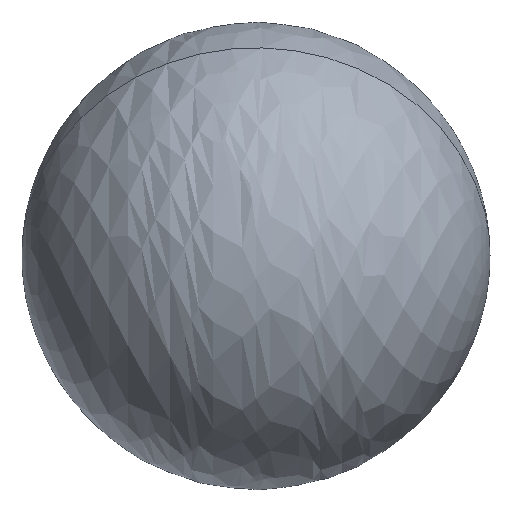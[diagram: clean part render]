
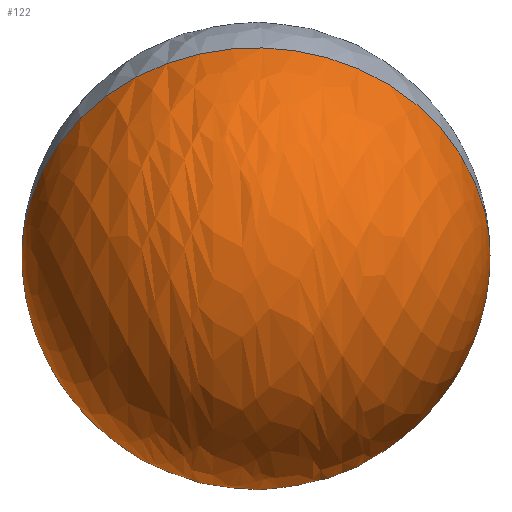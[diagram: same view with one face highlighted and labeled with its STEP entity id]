
A CAD part, front view. The second image highlights one B-rep face of the part: STEP entity #122.
In plain terms, the highlighted free-form (B-spline) face has degree [2, 2] with [5, 5] control points.
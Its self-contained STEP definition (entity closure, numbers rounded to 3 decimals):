
#21 = EDGE_CURVE('',#22,#24,#26,.T.);
#22 = VERTEX_POINT('',#23);
#23 = CARTESIAN_POINT('',(485.273,351.245,
    391.816));
#24 = VERTEX_POINT('',#25);
#25 = CARTESIAN_POINT('',(487.127,351.245,
    391.816));
#26 = SURFACE_CURVE('',#27,(#33,#66),.PCURVE_S1.);
#27 = ( BOUNDED_CURVE() B_SPLINE_CURVE(2,(#28,#29,#30,#31,#32),
.UNSPECIFIED.,.F.,.F.) B_SPLINE_CURVE_WITH_KNOTS((3,2,3),(
-1.571,0.,1.571),.PIECEWISE_BEZIER_KNOTS.) CURVE() 
GEOMETRIC_REPRESENTATION_ITEM() RATIONAL_B_SPLINE_CURVE((1.,
0.707,1.,0.707,1.)) REPRESENTATION_ITEM('') );
#28 = CARTESIAN_POINT('',(485.273,351.245,
    391.816));
#29 = CARTESIAN_POINT('',(485.273,350.822,
    392.64));
#30 = CARTESIAN_POINT('',(486.2,350.822,
    392.64));
#31 = CARTESIAN_POINT('',(487.127,350.822,
    392.64));
#32 = CARTESIAN_POINT('',(487.127,351.245,
    391.816));
#33 = PCURVE('',#34,#60);
#34 = ( BOUNDED_SURFACE() B_SPLINE_SURFACE(2,2,(
    (#35,#36,#37,#38,#39)
    ,(#40,#41,#42,#43,#44)
    ,(#45,#46,#47,#48,#49)
    ,(#50,#51,#52,#53,#54)
    ,(#55,#56,#57,#58,#59
)),.UNSPECIFIED.,.F.,.F.,.F.) B_SPLINE_SURFACE_WITH_KNOTS((3,2,3),(3,2,3
    ),(0.,1.571,3.142),(-1.571,0.,
1.571),.UNSPECIFIED.) GEOMETRIC_REPRESENTATION_ITEM() 
RATIONAL_B_SPLINE_SURFACE((
    (1.,0.707,1.,0.707,1.)
    ,(0.707,0.5,0.707,0.5,0.707)
    ,(1.,0.707,1.,0.707,1.)
    ,(0.707,0.5,0.707,0.5,0.707)
,(1.,0.707,1.,0.707,1.
))) REPRESENTATION_ITEM('') SURFACE() );
#35 = CARTESIAN_POINT('',(485.273,351.245,
    391.816));
#36 = CARTESIAN_POINT('',(485.273,351.669,
    390.991));
#37 = CARTESIAN_POINT('',(486.2,351.669,
    390.991));
#38 = CARTESIAN_POINT('',(487.127,351.669,
    390.991));
#39 = CARTESIAN_POINT('',(487.127,351.245,
    391.816));
#40 = CARTESIAN_POINT('',(485.273,351.245,
    391.816));
#41 = CARTESIAN_POINT('',(485.273,352.494,391.414
    ));
#42 = CARTESIAN_POINT('',(486.2,352.494,391.414
    ));
#43 = CARTESIAN_POINT('',(487.127,352.494,391.414
    ));
#44 = CARTESIAN_POINT('',(487.127,351.245,
    391.816));
#45 = CARTESIAN_POINT('',(485.273,351.245,
    391.816));
#46 = CARTESIAN_POINT('',(485.273,352.07,
    392.239));
#47 = CARTESIAN_POINT('',(486.2,352.07,
    392.239));
#48 = CARTESIAN_POINT('',(487.127,352.07,
    392.239));
#49 = CARTESIAN_POINT('',(487.127,351.245,
    391.816));
#50 = CARTESIAN_POINT('',(485.273,351.245,
    391.816));
#51 = CARTESIAN_POINT('',(485.273,351.647,393.064
    ));
#52 = CARTESIAN_POINT('',(486.2,351.647,393.064
    ));
#53 = CARTESIAN_POINT('',(487.127,351.647,393.064
    ));
#54 = CARTESIAN_POINT('',(487.127,351.245,
    391.816));
#55 = CARTESIAN_POINT('',(485.273,351.245,
    391.816));
#56 = CARTESIAN_POINT('',(485.273,350.822,
    392.64));
#57 = CARTESIAN_POINT('',(486.2,350.822,
    392.64));
#58 = CARTESIAN_POINT('',(487.127,350.822,
    392.64));
#59 = CARTESIAN_POINT('',(487.127,351.245,
    391.816));
#60 = DEFINITIONAL_REPRESENTATION('',(#61),#65);
#61 = LINE('',#62,#63);
#62 = CARTESIAN_POINT('',(3.142,0.));
#63 = VECTOR('',#64,1.);
#64 = DIRECTION('',(0.,1.));
#65 = ( GEOMETRIC_REPRESENTATION_CONTEXT(2) 
PARAMETRIC_REPRESENTATION_CONTEXT() REPRESENTATION_CONTEXT('2D SPACE',''
  ) );
#66 = PCURVE('',#67,#93);
#67 = ( BOUNDED_SURFACE() B_SPLINE_SURFACE(2,2,(
    (#68,#69,#70,#71,#72)
    ,(#73,#74,#75,#76,#77)
    ,(#78,#79,#80,#81,#82)
    ,(#83,#84,#85,#86,#87)
    ,(#88,#89,#90,#91,#92
)),.UNSPECIFIED.,.F.,.F.,.F.) B_SPLINE_SURFACE_WITH_KNOTS((3,2,3),(3,2,3
    ),(3.142,4.712,6.283),(-1.571,0.,
    1.571),.PIECEWISE_BEZIER_KNOTS.) 
GEOMETRIC_REPRESENTATION_ITEM() RATIONAL_B_SPLINE_SURFACE((
    (1.,0.707,1.,0.707,1.)
    ,(0.707,0.5,0.707,0.5,0.707)
    ,(1.,0.707,1.,0.707,1.)
    ,(0.707,0.5,0.707,0.5,0.707)
,(1.,0.707,1.,0.707,1.
))) REPRESENTATION_ITEM('') SURFACE() );
#68 = CARTESIAN_POINT('',(485.273,351.245,
    391.816));
#69 = CARTESIAN_POINT('',(485.273,350.822,
    392.64));
#70 = CARTESIAN_POINT('',(486.2,350.822,
    392.64));
#71 = CARTESIAN_POINT('',(487.127,350.822,
    392.64));
#72 = CARTESIAN_POINT('',(487.127,351.245,
    391.816));
#73 = CARTESIAN_POINT('',(485.273,351.245,
    391.816));
#74 = CARTESIAN_POINT('',(485.273,349.997,
    392.217));
#75 = CARTESIAN_POINT('',(486.2,349.997,
    392.217));
#76 = CARTESIAN_POINT('',(487.127,349.997,
    392.217));
#77 = CARTESIAN_POINT('',(487.127,351.245,
    391.816));
#78 = CARTESIAN_POINT('',(485.273,351.245,
    391.816));
#79 = CARTESIAN_POINT('',(485.273,350.421,
    391.392));
#80 = CARTESIAN_POINT('',(486.2,350.421,
    391.392));
#81 = CARTESIAN_POINT('',(487.127,350.421,
    391.392));
#82 = CARTESIAN_POINT('',(487.127,351.245,
    391.816));
#83 = CARTESIAN_POINT('',(485.273,351.245,
    391.816));
#84 = CARTESIAN_POINT('',(485.273,350.844,
    390.567));
#85 = CARTESIAN_POINT('',(486.2,350.844,
    390.567));
#86 = CARTESIAN_POINT('',(487.127,350.844,
    390.567));
#87 = CARTESIAN_POINT('',(487.127,351.245,
    391.816));
#88 = CARTESIAN_POINT('',(485.273,351.245,
    391.816));
#89 = CARTESIAN_POINT('',(485.273,351.669,
    390.991));
#90 = CARTESIAN_POINT('',(486.2,351.669,
    390.991));
#91 = CARTESIAN_POINT('',(487.127,351.669,
    390.991));
#92 = CARTESIAN_POINT('',(487.127,351.245,
    391.816));
#93 = DEFINITIONAL_REPRESENTATION('',(#94),#98);
#94 = LINE('',#95,#96);
#95 = CARTESIAN_POINT('',(3.142,0.));
#96 = VECTOR('',#97,1.);
#97 = DIRECTION('',(0.,1.));
#98 = ( GEOMETRIC_REPRESENTATION_CONTEXT(2) 
PARAMETRIC_REPRESENTATION_CONTEXT() REPRESENTATION_CONTEXT('2D SPACE',''
  ) );
#100 = EDGE_CURVE('',#22,#24,#101,.T.);
#101 = SURFACE_CURVE('',#102,(#108,#115),.PCURVE_S1.);
#102 = ( BOUNDED_CURVE() B_SPLINE_CURVE(2,(#103,#104,#105,#106,#107),
.UNSPECIFIED.,.F.,.F.) B_SPLINE_CURVE_WITH_KNOTS((3,2,3),(
-1.571,0.,1.571),.PIECEWISE_BEZIER_KNOTS.) CURVE() 
GEOMETRIC_REPRESENTATION_ITEM() RATIONAL_B_SPLINE_CURVE((1.,
0.707,1.,0.707,1.)) REPRESENTATION_ITEM('') );
#103 = CARTESIAN_POINT('',(485.273,351.245,
    391.816));
#104 = CARTESIAN_POINT('',(485.273,351.669,
    390.991));
#105 = CARTESIAN_POINT('',(486.2,351.669,
    390.991));
#106 = CARTESIAN_POINT('',(487.127,351.669,
    390.991));
#107 = CARTESIAN_POINT('',(487.127,351.245,
    391.816));
#108 = PCURVE('',#34,#109);
#109 = DEFINITIONAL_REPRESENTATION('',(#110),#114);
#110 = LINE('',#111,#112);
#111 = CARTESIAN_POINT('',(0.,0.));
#112 = VECTOR('',#113,1.);
#113 = DIRECTION('',(0.,1.));
#114 = ( GEOMETRIC_REPRESENTATION_CONTEXT(2) 
PARAMETRIC_REPRESENTATION_CONTEXT() REPRESENTATION_CONTEXT('2D SPACE',''
  ) );
#115 = PCURVE('',#67,#116);
#116 = DEFINITIONAL_REPRESENTATION('',(#117),#121);
#117 = LINE('',#118,#119);
#118 = CARTESIAN_POINT('',(6.283,0.));
#119 = VECTOR('',#120,1.);
#120 = DIRECTION('',(0.,1.));
#121 = ( GEOMETRIC_REPRESENTATION_CONTEXT(2) 
PARAMETRIC_REPRESENTATION_CONTEXT() REPRESENTATION_CONTEXT('2D SPACE',''
  ) );
#122 = ADVANCED_FACE('',(#123),#67,.T.);
#123 = FACE_BOUND('',#124,.T.);
#124 = EDGE_LOOP('',(#125,#126));
#125 = ORIENTED_EDGE('',*,*,#100,.T.);
#126 = ORIENTED_EDGE('',*,*,#21,.F.);
